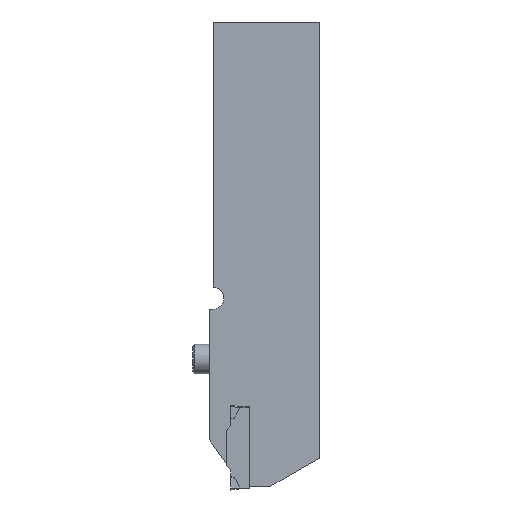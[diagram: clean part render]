
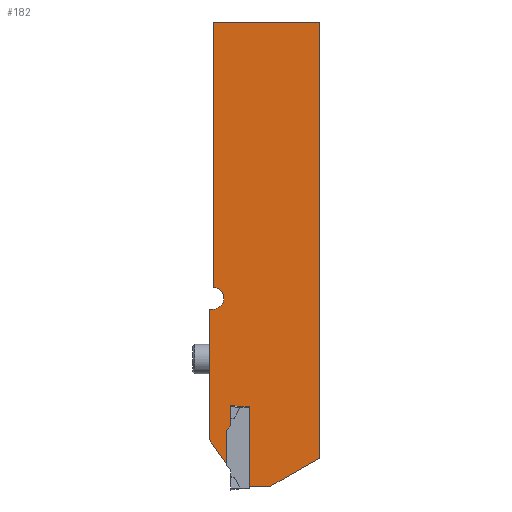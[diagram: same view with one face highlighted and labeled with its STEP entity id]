
A CAD part, left-side view. The second image highlights one B-rep face of the part: STEP entity #182.
In plain terms, the highlighted planar face has unit normal (-1, 0, 0).
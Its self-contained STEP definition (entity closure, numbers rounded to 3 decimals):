
#141=CIRCLE('',#1377,2.6);
#182=ADVANCED_FACE('',(#288),#236,.T.);
#236=PLANE('',#1378);
#288=FACE_OUTER_BOUND('',#350,.T.);
#350=EDGE_LOOP('',(#591,#592,#593,#594,#595,#596,#597,#598,#599,#600,#601,
#602,#603,#604,#605,#606));
#400=B_SPLINE_CURVE_WITH_KNOTS('',3,(#2164,#2165,#2166,#2167,#2168,#2169,
#2170),.UNSPECIFIED.,.F.,.F.,(4,3,4),(0.,0.251,1.),
 .UNSPECIFIED.);
#591=ORIENTED_EDGE('',*,*,#956,.F.);
#592=ORIENTED_EDGE('',*,*,#957,.T.);
#593=ORIENTED_EDGE('',*,*,#958,.F.);
#594=ORIENTED_EDGE('',*,*,#959,.T.);
#595=ORIENTED_EDGE('',*,*,#960,.T.);
#596=ORIENTED_EDGE('',*,*,#961,.F.);
#597=ORIENTED_EDGE('',*,*,#962,.F.);
#598=ORIENTED_EDGE('',*,*,#952,.F.);
#599=ORIENTED_EDGE('',*,*,#963,.T.);
#600=ORIENTED_EDGE('',*,*,#964,.F.);
#601=ORIENTED_EDGE('',*,*,#965,.T.);
#602=ORIENTED_EDGE('',*,*,#966,.T.);
#603=ORIENTED_EDGE('',*,*,#967,.T.);
#604=ORIENTED_EDGE('',*,*,#968,.T.);
#605=ORIENTED_EDGE('',*,*,#948,.F.);
#606=ORIENTED_EDGE('',*,*,#969,.T.);
#809=VERTEX_POINT('',#2137);
#810=VERTEX_POINT('',#2139);
#813=VERTEX_POINT('',#2147);
#814=VERTEX_POINT('',#2148);
#817=VERTEX_POINT('',#2156);
#818=VERTEX_POINT('',#2157);
#819=VERTEX_POINT('',#2159);
#820=VERTEX_POINT('',#2161);
#821=VERTEX_POINT('',#2163);
#822=VERTEX_POINT('',#2171);
#823=VERTEX_POINT('',#2173);
#824=VERTEX_POINT('',#2176);
#825=VERTEX_POINT('',#2178);
#826=VERTEX_POINT('',#2180);
#827=VERTEX_POINT('',#2182);
#828=VERTEX_POINT('',#2184);
#948=EDGE_CURVE('',#809,#810,#1084,.T.);
#952=EDGE_CURVE('',#813,#814,#1087,.T.);
#956=EDGE_CURVE('',#817,#818,#1091,.T.);
#957=EDGE_CURVE('',#817,#819,#1092,.T.);
#958=EDGE_CURVE('',#820,#819,#1093,.T.);
#959=EDGE_CURVE('',#820,#821,#1094,.T.);
#960=EDGE_CURVE('',#821,#822,#400,.T.);
#961=EDGE_CURVE('',#823,#822,#1095,.T.);
#962=EDGE_CURVE('',#814,#823,#1096,.T.);
#963=EDGE_CURVE('',#813,#824,#1097,.T.);
#964=EDGE_CURVE('',#825,#824,#1098,.T.);
#965=EDGE_CURVE('',#825,#826,#1099,.T.);
#966=EDGE_CURVE('',#826,#827,#1100,.T.);
#967=EDGE_CURVE('',#827,#828,#141,.T.);
#968=EDGE_CURVE('',#828,#810,#1101,.T.);
#969=EDGE_CURVE('',#809,#818,#1102,.T.);
#1084=LINE('',#2138,#1208);
#1087=LINE('',#2146,#1211);
#1091=LINE('',#2155,#1215);
#1092=LINE('',#2158,#1216);
#1093=LINE('',#2160,#1217);
#1094=LINE('',#2162,#1218);
#1095=LINE('',#2172,#1219);
#1096=LINE('',#2174,#1220);
#1097=LINE('',#2175,#1221);
#1098=LINE('',#2177,#1222);
#1099=LINE('',#2179,#1223);
#1100=LINE('',#2181,#1224);
#1101=LINE('',#2185,#1225);
#1102=LINE('',#2186,#1226);
#1208=VECTOR('',#1591,1.);
#1211=VECTOR('',#1598,1.);
#1215=VECTOR('',#1604,1.);
#1216=VECTOR('',#1605,1.);
#1217=VECTOR('',#1606,1.);
#1218=VECTOR('',#1607,1.);
#1219=VECTOR('',#1608,1.);
#1220=VECTOR('',#1609,1.);
#1221=VECTOR('',#1610,1.);
#1222=VECTOR('',#1611,1.);
#1223=VECTOR('',#1612,1.);
#1224=VECTOR('',#1613,1.);
#1225=VECTOR('',#1616,1.);
#1226=VECTOR('',#1617,1.);
#1377=AXIS2_PLACEMENT_3D('',#2183,#1614,#1615);
#1378=AXIS2_PLACEMENT_3D('',#2187,#1618,#1619);
#1591=DIRECTION('',(0.,0.,1.));
#1598=DIRECTION('',(0.,1.,0.));
#1604=DIRECTION('',(0.,0.,-1.));
#1605=DIRECTION('',(0.,-0.707,0.707));
#1606=DIRECTION('',(0.,0.,-1.));
#1607=DIRECTION('',(0.,-0.993,-0.122));
#1608=DIRECTION('',(0.,1.,0.));
#1609=DIRECTION('',(0.,0.,1.));
#1610=DIRECTION('',(0.,-0.866,0.5));
#1611=DIRECTION('',(0.,0.,-1.));
#1612=DIRECTION('',(0.,1.,0.));
#1613=DIRECTION('',(0.,0.,-1.));
#1614=DIRECTION('',(1.,0.,0.));
#1615=DIRECTION('',(0.,-1.,0.));
#1616=DIRECTION('',(0.,1.,0.));
#1617=DIRECTION('',(0.,-0.574,-0.819));
#1618=DIRECTION('',(-1.,0.,0.));
#1619=DIRECTION('',(0.,1.,0.));
#2137=CARTESIAN_POINT('',(0.,26.398,-98.94));
#2138=CARTESIAN_POINT('',(0.,26.398,-65.3));
#2139=CARTESIAN_POINT('',(0.,26.398,-68.));
#2146=CARTESIAN_POINT('',(0.,0.402,-110.));
#2147=CARTESIAN_POINT('',(0.,12.102,-110.));
#2148=CARTESIAN_POINT('',(0.,16.946,-110.));
#2155=CARTESIAN_POINT('',(0.,22.454,0.));
#2156=CARTESIAN_POINT('',(0.,22.454,-96.654));
#2157=CARTESIAN_POINT('',(0.,22.454,-104.573));
#2158=CARTESIAN_POINT('',(0.,-36.899,-37.301));
#2159=CARTESIAN_POINT('',(0.,21.4,-95.6));
#2160=CARTESIAN_POINT('',(0.,21.4,0.));
#2161=CARTESIAN_POINT('',(0.,21.4,-90.8));
#2162=CARTESIAN_POINT('',(0.,11.697,-91.991));
#2163=CARTESIAN_POINT('',(0.,20.861,-90.866));
#2164=CARTESIAN_POINT('',(0.,20.861,-90.866));
#2165=CARTESIAN_POINT('',(0.,20.731,-90.882));
#2166=CARTESIAN_POINT('',(0.,20.6,-90.899));
#2167=CARTESIAN_POINT('',(0.,20.47,-90.918));
#2168=CARTESIAN_POINT('',(0.,20.081,-90.972));
#2169=CARTESIAN_POINT('',(0.,19.694,-91.034));
#2170=CARTESIAN_POINT('',(0.,19.311,-91.118));
#2171=CARTESIAN_POINT('',(0.,19.311,-91.118));
#2172=CARTESIAN_POINT('',(0.,19.946,-91.118));
#2173=CARTESIAN_POINT('',(0.,16.946,-91.118));
#2174=CARTESIAN_POINT('',(0.,16.946,0.));
#2175=CARTESIAN_POINT('',(0.,-44.304,-77.434));
#2176=CARTESIAN_POINT('',(0.,0.402,-103.245));
#2177=CARTESIAN_POINT('',(0.,0.402,0.));
#2178=CARTESIAN_POINT('',(0.,0.402,0.));
#2179=CARTESIAN_POINT('',(0.,0.402,0.));
#2180=CARTESIAN_POINT('',(0.,25.498,0.));
#2181=CARTESIAN_POINT('',(0.,25.498,0.));
#2182=CARTESIAN_POINT('',(0.,25.498,-62.802));
#2183=CARTESIAN_POINT('',(0.,25.598,-65.4));
#2184=CARTESIAN_POINT('',(0.,25.598,-68.));
#2185=CARTESIAN_POINT('',(0.,30.498,-68.));
#2186=CARTESIAN_POINT('',(0.,64.332,-44.765));
#2187=CARTESIAN_POINT('',(0.,0.402,0.));
